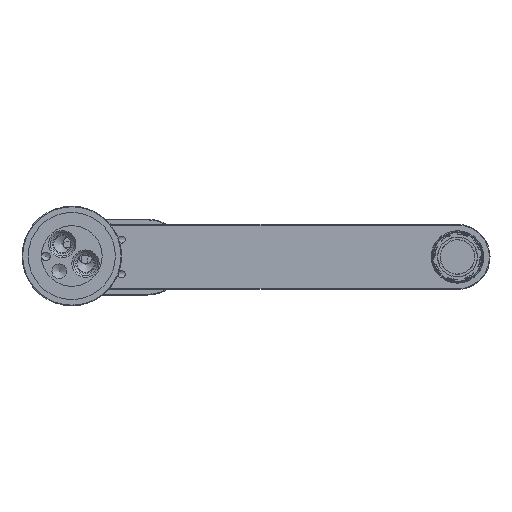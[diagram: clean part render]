
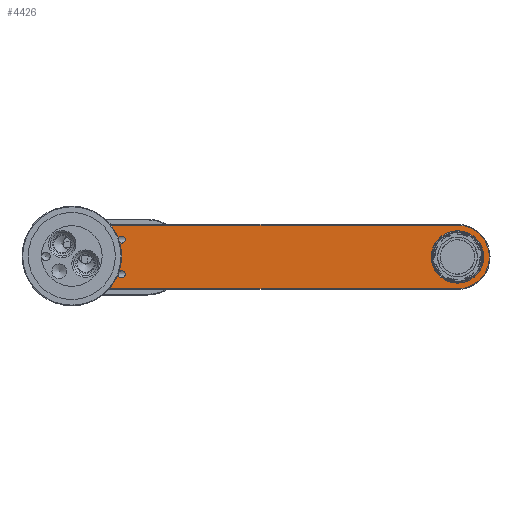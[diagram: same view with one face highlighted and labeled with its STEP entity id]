
A CAD part, top view. The second image highlights one B-rep face of the part: STEP entity #4426.
In plain terms, the highlighted face is planar.
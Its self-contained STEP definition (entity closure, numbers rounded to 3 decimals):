
#587=CIRCLE('',#4975,14.7);
#588=CIRCLE('',#4976,17.8);
#589=CIRCLE('',#4977,1.65);
#590=CIRCLE('',#4978,1.65);
#591=CIRCLE('',#4979,12.1);
#1266=ORIENTED_EDGE('',*,*,#2167,.T.);
#1267=ORIENTED_EDGE('',*,*,#2168,.T.);
#1268=ORIENTED_EDGE('',*,*,#2169,.T.);
#1269=ORIENTED_EDGE('',*,*,#2170,.T.);
#1270=ORIENTED_EDGE('',*,*,#2171,.F.);
#1271=ORIENTED_EDGE('',*,*,#2172,.F.);
#1272=ORIENTED_EDGE('',*,*,#2173,.T.);
#2167=EDGE_CURVE('',#2688,#2689,#2960,.T.);
#2168=EDGE_CURVE('',#2689,#2690,#587,.F.);
#2169=EDGE_CURVE('',#2690,#2691,#2961,.F.);
#2170=EDGE_CURVE('',#2691,#2688,#588,.T.);
#2171=EDGE_CURVE('',#2692,#2692,#589,.T.);
#2172=EDGE_CURVE('',#2693,#2693,#590,.T.);
#2173=EDGE_CURVE('',#2694,#2694,#591,.T.);
#2688=VERTEX_POINT('',#10359);
#2689=VERTEX_POINT('',#10360);
#2690=VERTEX_POINT('',#10362);
#2691=VERTEX_POINT('',#10364);
#2692=VERTEX_POINT('',#10367);
#2693=VERTEX_POINT('',#10369);
#2694=VERTEX_POINT('',#10371);
#2960=LINE('',#10358,#3148);
#2961=LINE('',#10363,#3149);
#3148=VECTOR('',#5889,1000.);
#3149=VECTOR('',#5892,1000.);
#3505=EDGE_LOOP('',(#1266,#1267,#1268,#1269));
#3506=EDGE_LOOP('',(#1270));
#3507=EDGE_LOOP('',(#1271));
#3508=EDGE_LOOP('',(#1272));
#3964=FACE_BOUND('',#3505,.T.);
#3965=FACE_BOUND('',#3506,.T.);
#3966=FACE_BOUND('',#3507,.T.);
#3967=FACE_BOUND('',#3508,.T.);
#4222=PLANE('',#4974);
#4426=ADVANCED_FACE('',(#3964,#3965,#3966,#3967),#4222,.F.);
#4974=AXIS2_PLACEMENT_3D('',#10357,#5887,#5888);
#4975=AXIS2_PLACEMENT_3D('',#10361,#5890,#5891);
#4976=AXIS2_PLACEMENT_3D('',#10365,#5893,#5894);
#4977=AXIS2_PLACEMENT_3D('',#10366,#5895,#5896);
#4978=AXIS2_PLACEMENT_3D('',#10368,#5897,#5898);
#4979=AXIS2_PLACEMENT_3D('',#10370,#5899,#5900);
#5887=DIRECTION('',(1.,0.,0.));
#5888=DIRECTION('',(0.,0.,-1.));
#5889=DIRECTION('',(0.,0.,-1.));
#5890=DIRECTION('',(1.,0.,0.));
#5891=DIRECTION('',(0.,0.,-1.));
#5892=DIRECTION('',(0.,0.,-1.));
#5893=DIRECTION('',(1.,0.,0.));
#5894=DIRECTION('',(0.,0.,-1.));
#5895=DIRECTION('',(-1.,0.,0.));
#5896=DIRECTION('',(0.,0.,1.));
#5897=DIRECTION('',(-1.,0.,0.));
#5898=DIRECTION('',(0.,0.,1.));
#5899=DIRECTION('',(1.,0.,0.));
#5900=DIRECTION('',(0.,0.,-1.));
#10357=CARTESIAN_POINT('',(-6.,-15.,184.));
#10358=CARTESIAN_POINT('',(-6.,14.7,184.));
#10359=CARTESIAN_POINT('',(-6.,14.7,182.976));
#10360=CARTESIAN_POINT('',(-6.,14.7,15.));
#10361=CARTESIAN_POINT('',(-6.,0.,15.));
#10362=CARTESIAN_POINT('',(-6.,-14.7,15.));
#10363=CARTESIAN_POINT('',(-6.,-14.7,184.));
#10364=CARTESIAN_POINT('',(-6.,-14.7,182.976));
#10365=CARTESIAN_POINT('',(-6.,0.,193.014));
#10366=CARTESIAN_POINT('',(-6.,8.,170.014));
#10367=CARTESIAN_POINT('',(-6.,8.,171.664));
#10368=CARTESIAN_POINT('',(-6.,-8.,170.014));
#10369=CARTESIAN_POINT('',(-6.,-8.,171.664));
#10370=CARTESIAN_POINT('',(-6.,0.,15.));
#10371=CARTESIAN_POINT('',(-6.,0.,2.9));
